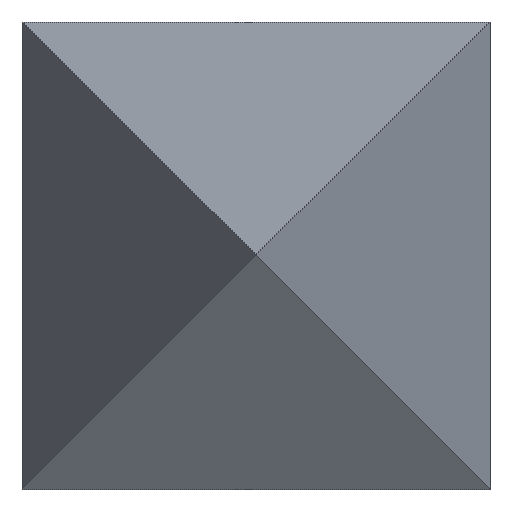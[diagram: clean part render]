
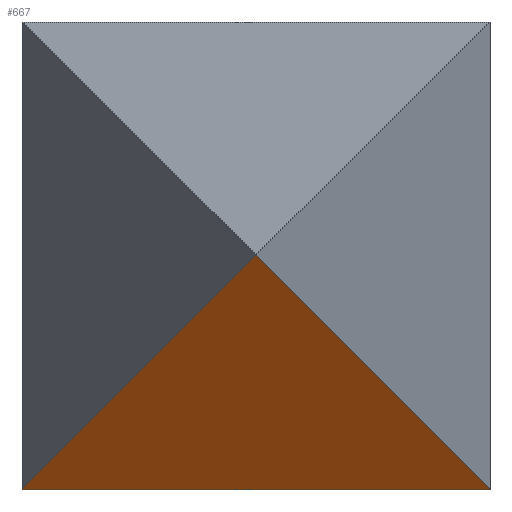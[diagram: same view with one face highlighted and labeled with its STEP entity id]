
A CAD part, top view. The second image highlights one B-rep face of the part: STEP entity #667.
In plain terms, the highlighted planar face has unit normal (0, -0.949, 0.316).
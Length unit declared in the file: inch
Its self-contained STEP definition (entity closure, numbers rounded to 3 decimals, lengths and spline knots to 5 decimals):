
#39=FACE_OUTER_BOUND('',#91,.T.);
#91=EDGE_LOOP('',(#443,#444,#445));
#140=LINE('',#1025,#222);
#147=LINE('',#1038,#229);
#148=LINE('',#1040,#230);
#222=VECTOR('',#825,0.3937);
#229=VECTOR('',#840,0.3937);
#230=VECTOR('',#843,0.3937);
#301=VERTEX_POINT('',#1017);
#304=VERTEX_POINT('',#1024);
#306=VERTEX_POINT('',#1034);
#346=EDGE_CURVE('',#304,#301,#140,.T.);
#353=EDGE_CURVE('',#304,#306,#147,.T.);
#354=EDGE_CURVE('',#301,#306,#148,.T.);
#443=ORIENTED_EDGE('',*,*,#346,.F.);
#444=ORIENTED_EDGE('',*,*,#353,.T.);
#445=ORIENTED_EDGE('',*,*,#354,.F.);
#595=PLANE('',#763);
#667=ADVANCED_FACE('',(#39),#595,.F.);
#763=AXIS2_PLACEMENT_3D('',#1039,#841,#842);
#825=DIRECTION('',(-1.,0.,0.));
#840=DIRECTION('',(-0.302,0.302,0.905));
#841=DIRECTION('center_axis',(0.,0.949,-0.316));
#842=DIRECTION('ref_axis',(0.,0.316,0.949));
#843=DIRECTION('',(0.302,0.302,0.905));
#1017=CARTESIAN_POINT('',(-1.,-1.,0.));
#1024=CARTESIAN_POINT('',(1.,-1.,0.));
#1025=CARTESIAN_POINT('',(1.,-1.,0.));
#1034=CARTESIAN_POINT('',(0.,0.,3.));
#1038=CARTESIAN_POINT('',(1.,-1.,0.));
#1039=CARTESIAN_POINT('Origin',(1.,-1.,0.));
#1040=CARTESIAN_POINT('',(-1.,-1.,0.));
